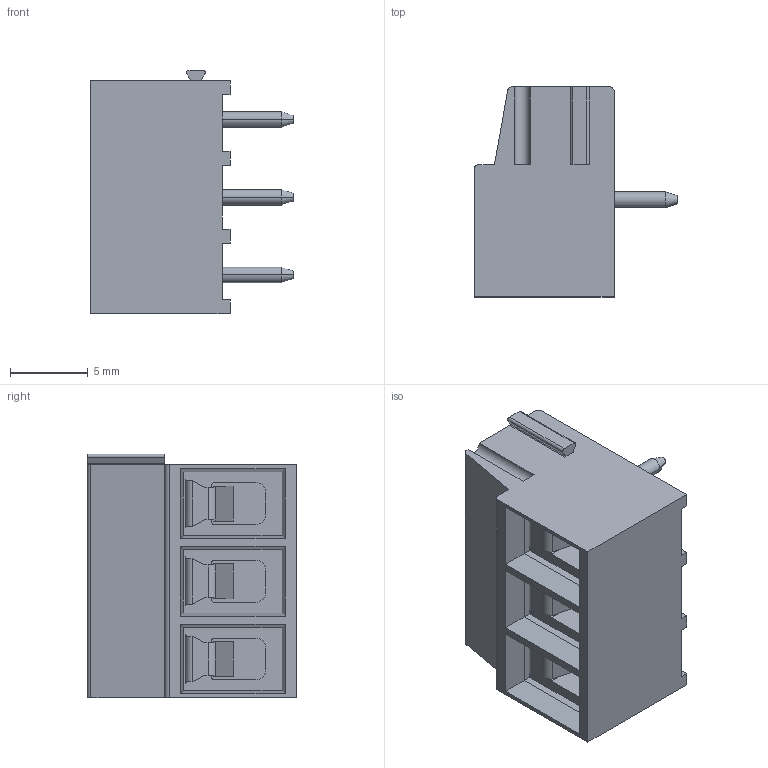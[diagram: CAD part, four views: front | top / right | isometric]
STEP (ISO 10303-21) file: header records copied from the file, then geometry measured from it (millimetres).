
FILE_DESCRIPTION((''),'2;1');
FILE_NAME('PRT0051','2024-11-08T',('yanfa'),(''),'PRO/ENGINEER BY PARAMETRIC TECHNOLOGY CORPORATION, 2009280','PRO/ENGINEER BY PARAMETRIC TECHNOLOGY CORPORATION, 2009280','');
FILE_SCHEMA(('AUTOMOTIVE_DESIGN_CC2 { 1 2 10303 214 -1 1 5 2 }'));
Length unit declared in the file: millimetre
Products named in the file (1): PRT0051
Bounding box: 13.1 x 13.5 x 15.68 mm (x, y, z)
Volume: 1266.9 mm3; surface area: 1510.5 mm2
Topology: 1 solids, 1 shells, 256 faces, 678 edges, 438 vertices
Faces by surface type: plane 146, cylinder 86, cone 18, torus 6
Entity records: 8087 total; most frequent: CARTESIAN_POINT 1534, DIRECTION 1362, ORIENTED_EDGE 1356, EDGE_CURVE 678, VECTOR 458, LINE 458, AXIS2_PLACEMENT_3D 452, VERTEX_POINT 438
